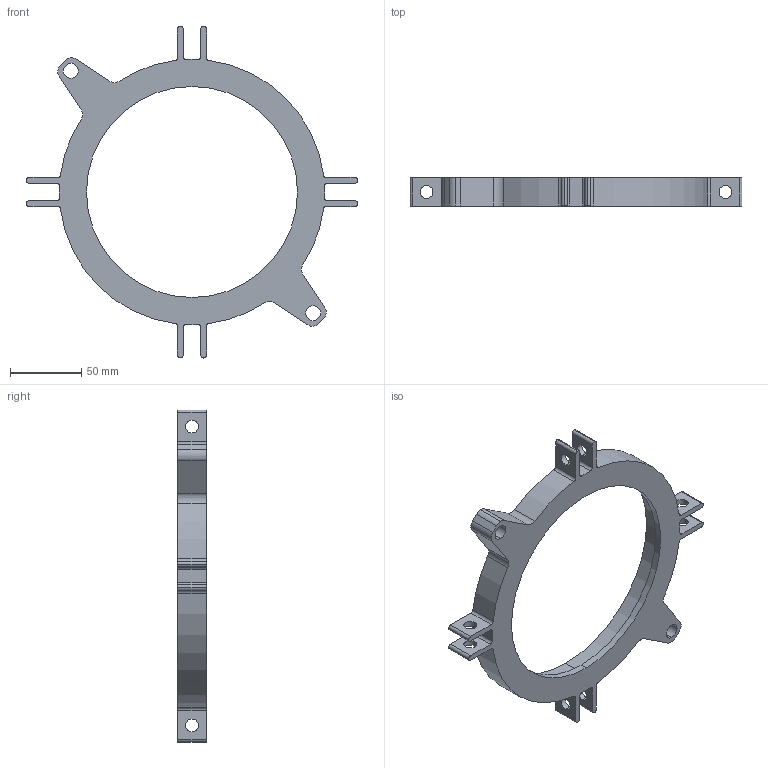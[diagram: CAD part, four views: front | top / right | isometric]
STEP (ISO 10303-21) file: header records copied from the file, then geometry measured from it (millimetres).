
FILE_DESCRIPTION (( 'STEP AP203' ), '1' );
FILE_NAME ('Support Reacteur Inf DN100.STEP', '2024-05-02T07:33:10', ( '' ), ( '' ), 'SwSTEP 2.0', 'SolidWorks 2020', '' );
FILE_SCHEMA (( 'CONFIG_CONTROL_DESIGN' ));
Length unit declared in the file: millimetre
Products named in the file (1): Support Reacteur Inf DN100
Bounding box: 232.87 x 20 x 232.87 mm (x, y, z)
Volume: 197276.4 mm3; surface area: 56258.1 mm2
Topology: 1 solids, 1 shells, 101 faces, 294 edges, 196 vertices
Faces by surface type: cylinder 72, plane 29
Entity records: 3533 total; most frequent: DIRECTION 642, CARTESIAN_POINT 592, ORIENTED_EDGE 588, EDGE_CURVE 294, AXIS2_PLACEMENT_3D 246, VERTEX_POINT 196, VECTOR 150, LINE 150
